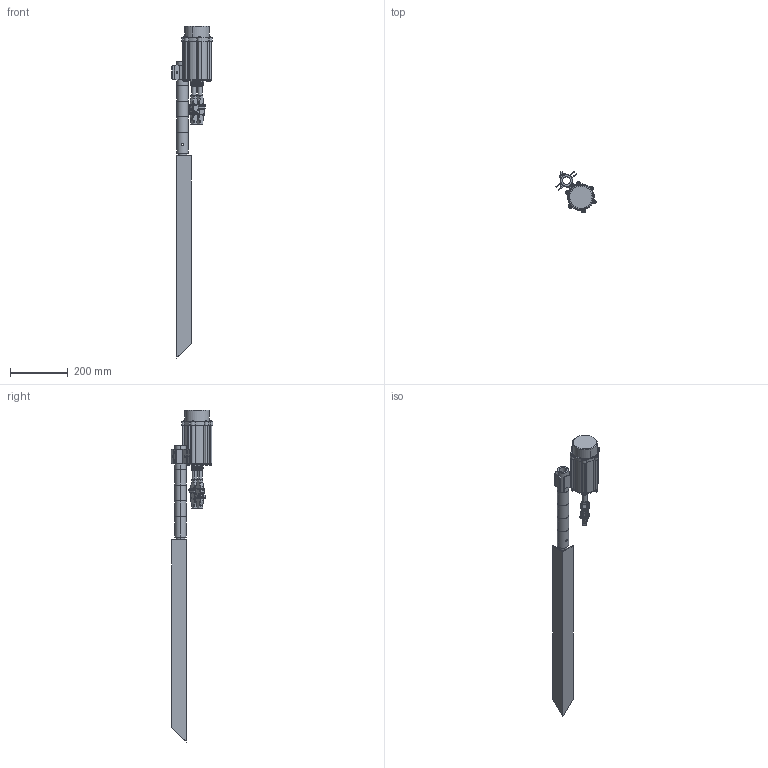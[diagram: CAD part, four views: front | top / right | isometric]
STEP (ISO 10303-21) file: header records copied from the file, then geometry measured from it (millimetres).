
FILE_DESCRIPTION (( 'STEP AP214' ), '1' );
FILE_NAME ('APPROACH.STEP', '2017-05-30T08:16:51', ( '' ), ( '' ), 'SwSTEP 2.0', 'SolidWorks 2017', '' );
FILE_SCHEMA (( 'AUTOMOTIVE_DESIGN' ));
Length unit declared in the file: millimetre
Products named in the file (24): 扻翴膷闉 櫡櫡 栖闉罻; 膰翴膷闉 櫡櫡; 扻翴膷闉 憵憵 栖闉罻 1; êîíåêòîð çàæèì; êîíåêòîð ìàìà çàù¸ëêà; 膰翴膷闉 憵憵; Ïðîâîä îãíÿ ïîäõîäà; Ñêîáà_êðåïëåíèÿ ÈÃËÀ; Ñáîðêà ôîíàðÿ îãíåé ïîäõîäà; Òðóáà îãíåé ïîäõîäà; socket button head cap screw_am_B18.3.4M - 4 x 0.7 x 12 SBHCS --S; 鎗鵻罻; LLC-AP-8; Øòûðü; ãàéêà ïîä ïðîâîäà; Ñáîðêà ñ 3 ëèíçàìè; Ñáîðêà ñòîéêè-Èãëà.(Îãîíü ïîäõîäà); 务眍忄龛錩3(嚯.); socket button head cap screw_am_B18.3.4M - 4 x 0.7 x 10 SBHCS --S; 婜縺蹞; socket button head cap screw_am_B18.3.4M - 6 x 1.0 x 10 SBHCS --S; 凎賥縺_3; LLC-AC-D2; Êîðïóñ îãíåé ïîäõîäà
Assembly tree (45 placements, depth 4):
  Ñáîðêà ñòîéêè-Èãëà.(Îãîíü ïîäõîäà)
    Øòûðü
    鎗鵻罻
    Òðóáà îãíåé ïîäõîäà
    Ñêîáà_êðåïëåíèÿ ÈÃËÀ  x2
    Ïðîâîä îãíÿ ïîäõîäà  x2
    扻翴膷闉 憵憵 栖闉罻 1  x2
      膰翴膷闉 憵憵
      êîíåêòîð ìàìà çàù¸ëêà
      êîíåêòîð çàæèì
    扻翴膷闉 櫡櫡 栖闉罻  x2
      膰翴膷闉 櫡櫡
      êîíåêòîð çàæèì
    Ñáîðêà ôîíàðÿ îãíåé ïîäõîäà
      Êîðïóñ îãíåé ïîäõîäà
      LLC-AC-D2
      凎賥縺_3  x3
      socket button head cap screw_am_B18.3.4M - 6 x 1.0 x 10 SBHCS --S  x2
      婜縺蹞
      socket button head cap screw_am_B18.3.4M - 4 x 0.7 x 10 SBHCS --S  x12
      Ñáîðêà ñ 3 ëèíçàìè
        务眍忄龛錩3(嚯.)
      ãàéêà ïîä ïðîâîäà  x2
      LLC-AP-8  x2
      socket button head cap screw_am_B18.3.4M - 4 x 0.7 x 12 SBHCS --S  x2
Bounding box: 139.12 x 144.43 x 1150 mm (x, y, z)
Volume: 912214.8 mm3; surface area: 503214.2 mm2
Topology: 44 solids, 44 shells, 3014 faces, 7833 edges, 4949 vertices
Faces by surface type: cylinder 1073, plane 887, cone 880, torus 94, bspline 46, sphere 34
Entity records: 37656 total; most frequent: CARTESIAN_POINT 7503, DIRECTION 6505, ORIENTED_EDGE 5766, EDGE_CURVE 2883, AXIS2_PLACEMENT_3D 2540, VERTEX_POINT 1848, LINE 1425, VECTOR 1425
